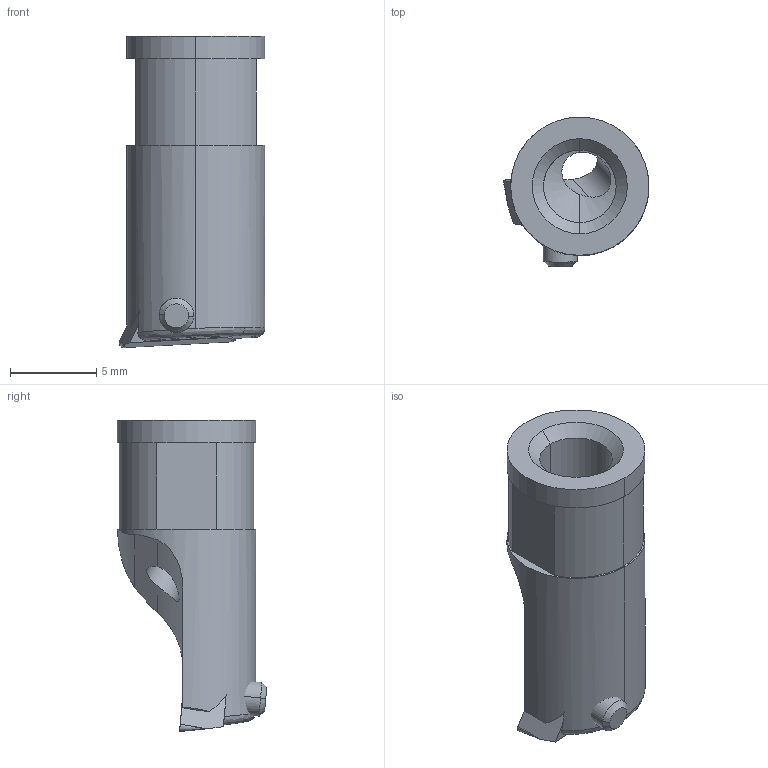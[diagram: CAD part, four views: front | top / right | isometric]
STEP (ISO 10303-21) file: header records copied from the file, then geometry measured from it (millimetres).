
FILE_DESCRIPTION(('no description'),'unknown implementation level');
FILE_NAME('997712F7-238B-47D7-9C7D-01FFC6287DBE_export.stp',' ',('CIMSOURCE GmbH'),('CADClick - KiM GmbH - www.kimweb.de'),'unknown preprocess','ACIS','unknown authorization');
FILE_SCHEMA(('automotive_design'));
Length unit declared in the file: millimetre
Products named in the file (3): 615.271 Kaiser E9 TP07|694.103 Kaiser ETL M2x4.8 T6 IP 10S;Kreismuster1; 615.271 Kaiser E9 TP07|651.735 Kaiser TPGT 070203 K10C;Kombinieren1; 615.271 Kaiser E9 TP07|615.271 Kaiser E9 TP07;Schnitt-Rotation2
Bounding box: 8.44 x 8.64 x 18.01 mm (x, y, z)
Volume: 526.4 mm3; surface area: 768.2 mm2
Topology: 3 solids, 3 shells, 103 faces, 255 edges, 158 vertices
Faces by surface type: cylinder 46, plane 28, cone 21, torus 6, bspline 2
Entity records: 7951 total; most frequent: CARTESIAN_POINT 2520, DIRECTION 562, STYLED_ITEM 514, PRESENTATION_STYLE_ASSIGNMENT 514, COLOUR_RGB 514, ORIENTED_EDGE 500, EDGE_CURVE 250, CURVE_STYLE 250
